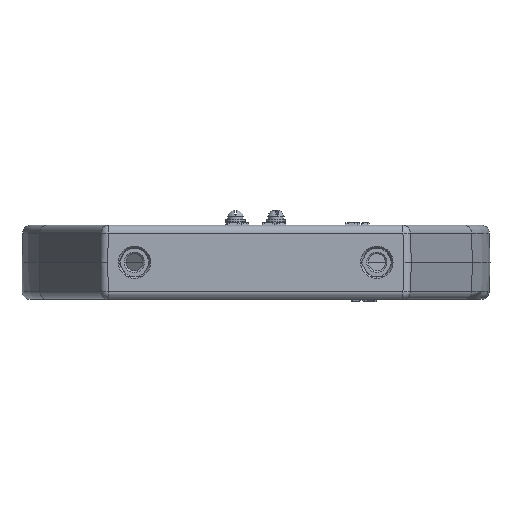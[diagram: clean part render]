
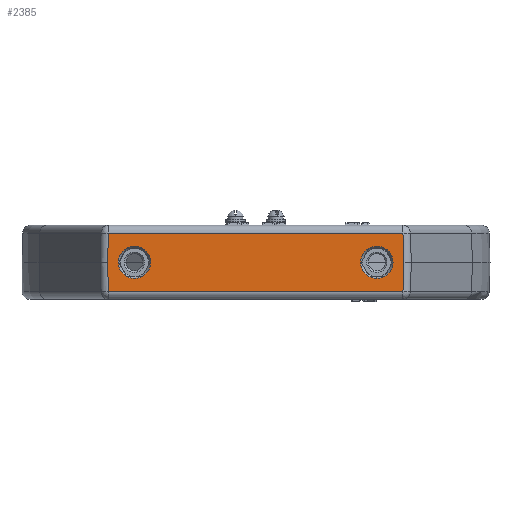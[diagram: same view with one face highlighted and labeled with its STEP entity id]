
A CAD part, front view. The second image highlights one B-rep face of the part: STEP entity #2385.
In plain terms, the highlighted planar face has unit normal (0, -1, 0).
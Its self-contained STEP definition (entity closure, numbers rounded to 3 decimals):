
#5 = VERTEX_POINT ( 'NONE', #6964 ) ;
#6 = VERTEX_POINT ( 'NONE', #6965 ) ;
#9 = VERTEX_POINT ( 'NONE', #6968 ) ;
#21 = VERTEX_POINT ( 'NONE', #6980 ) ;
#96 = VERTEX_POINT ( 'NONE', #7055 ) ;
#97 = VERTEX_POINT ( 'NONE', #7056 ) ;
#1246 = EDGE_CURVE ( 'NONE', #21, #6, #9660, .T. ) ;
#1253 = EDGE_CURVE ( 'NONE', #5, #21, #9680, .T. ) ;
#1264 = EDGE_CURVE ( 'NONE', #6, #9, #9690, .T. ) ;
#1266 = EDGE_CURVE ( 'NONE', #97, #96, #9698, .T. ) ;
#1267 = EDGE_CURVE ( 'NONE', #9, #97, #9700, .T. ) ;
#1272 = EDGE_CURVE ( 'NONE', #6933, #6928, #9706, .T. ) ;
#2199 = ORIENTED_EDGE ( 'NONE', *, *, #33081, .T. ) ;
#2200 = ORIENTED_EDGE ( 'NONE', *, *, #1272, .T. ) ;
#2201 = ORIENTED_EDGE ( 'NONE', *, *, #1264, .T. ) ;
#2202 = ORIENTED_EDGE ( 'NONE', *, *, #1267, .T. ) ;
#2203 = ORIENTED_EDGE ( 'NONE', *, *, #1266, .T. ) ;
#2204 = ORIENTED_EDGE ( 'NONE', *, *, #32939, .T. ) ;
#2205 = ORIENTED_EDGE ( 'NONE', *, *, #1253, .T. ) ;
#2206 = ORIENTED_EDGE ( 'NONE', *, *, #1246, .T. ) ;
#2207 = ORIENTED_EDGE ( 'NONE', *, *, #33126, .T. ) ;
#2208 = ORIENTED_EDGE ( 'NONE', *, *, #33209, .T. ) ;
#2385 = ADVANCED_FACE ( 'NONE', ( #13021, #13029, #13031 ), #14928, .F. ) ;
#3580 = EDGE_LOOP ( 'NONE', ( #2207, #2208 ) ) ;
#3583 = EDGE_LOOP ( 'NONE', ( #2201, #2202, #2203, #2204, #2205, #2206 ) ) ;
#3605 = EDGE_LOOP ( 'NONE', ( #2199, #2200 ) ) ;
#6782 = VERTEX_POINT ( 'NONE', #27343 ) ;
#6783 = VERTEX_POINT ( 'NONE', #27344 ) ;
#6928 = VERTEX_POINT ( 'NONE', #27489 ) ;
#6933 = VERTEX_POINT ( 'NONE', #27494 ) ;
#6964 = CARTESIAN_POINT ( 'NONE',  ( 91.141, -150., 18. ) ) ;
#6965 = CARTESIAN_POINT ( 'NONE',  ( -91.651, -150., 0. ) ) ;
#6968 = CARTESIAN_POINT ( 'NONE',  ( -91.141, -150., -18. ) ) ;
#6980 = CARTESIAN_POINT ( 'NONE',  ( -91.141, -150., 18. ) ) ;
#7055 = CARTESIAN_POINT ( 'NONE',  ( 91.651, -150., 0. ) ) ;
#7056 = CARTESIAN_POINT ( 'NONE',  ( 91.141, -150., -18. ) ) ;
#8036 = AXIS2_PLACEMENT_3D ( 'NONE', #11181, #11184, #11185 ) ;
#8097 = AXIS2_PLACEMENT_3D ( 'NONE', #14927, #14929, #14930 ) ;
#8481 = AXIS2_PLACEMENT_3D ( 'NONE', #31832, #31841, #31842 ) ;
#8510 = AXIS2_PLACEMENT_3D ( 'NONE', #32393, #32399, #32400 ) ;
#8532 = AXIS2_PLACEMENT_3D ( 'NONE', #32624, #32634, #32635 ) ;
#9660 = LINE ( 'NONE', #11100, #9668 ) ;
#9668 = VECTOR ( 'NONE', #11101, 1000. ) ;
#9675 = VECTOR ( 'NONE', #11118, 1000. ) ;
#9680 = LINE ( 'NONE', #11107, #9675 ) ;
#9684 = VECTOR ( 'NONE', #11153, 1000. ) ;
#9690 = LINE ( 'NONE', #11147, #9693 ) ;
#9693 = VECTOR ( 'NONE', #11148, 1000. ) ;
#9698 = LINE ( 'NONE', #11144, #9684 ) ;
#9700 = LINE ( 'NONE', #11154, #9701 ) ;
#9701 = VECTOR ( 'NONE', #11155, 1000. ) ;
#9706 = CIRCLE ( 'NONE', #8036, 10. ) ;
#11100 = CARTESIAN_POINT ( 'NONE',  ( -90.851, -150., 28.264 ) ) ;
#11101 = DIRECTION ( 'NONE',  ( -0.028, 0., -1. ) ) ;
#11107 = CARTESIAN_POINT ( 'NONE',  ( -94.349, -150., 18. ) ) ;
#11118 = DIRECTION ( 'NONE',  ( -1., 0., 0. ) ) ;
#11144 = CARTESIAN_POINT ( 'NONE',  ( 92.305, -150., 23.076 ) ) ;
#11147 = CARTESIAN_POINT ( 'NONE',  ( -92.153, -150., 17.699 ) ) ;
#11148 = DIRECTION ( 'NONE',  ( 0.028, 0., -1. ) ) ;
#11153 = DIRECTION ( 'NONE',  ( 0.028, 0., 1. ) ) ;
#11154 = CARTESIAN_POINT ( 'NONE',  ( 94.349, -150., -18. ) ) ;
#11155 = DIRECTION ( 'NONE',  ( 1., 0., 0. ) ) ;
#11181 = CARTESIAN_POINT ( 'NONE',  ( -75., -150., 0. ) ) ;
#11184 = DIRECTION ( 'NONE',  ( 0., 1., 0. ) ) ;
#11185 = DIRECTION ( 'NONE',  ( -1., 0., 0. ) ) ;
#13021 = FACE_BOUND ( 'NONE', #3605, .T. ) ;
#13029 = FACE_OUTER_BOUND ( 'NONE', #3583, .T. ) ;
#13031 = FACE_BOUND ( 'NONE', #3580, .T. ) ;
#14927 = CARTESIAN_POINT ( 'NONE',  ( 95., -150., 23. ) ) ;
#14928 = PLANE ( 'NONE',  #8097 ) ;
#14929 = DIRECTION ( 'NONE',  ( 0., 1., 0. ) ) ;
#14930 = DIRECTION ( 'NONE',  ( 0., 0., 1. ) ) ;
#22766 = VECTOR ( 'NONE', #31480, 1000. ) ;
#22770 = LINE ( 'NONE', #31479, #22766 ) ;
#27343 = CARTESIAN_POINT ( 'NONE',  ( 75., -150., 10. ) ) ;
#27344 = CARTESIAN_POINT ( 'NONE',  ( 75., -150., -10. ) ) ;
#27489 = CARTESIAN_POINT ( 'NONE',  ( -65., -150., 0. ) ) ;
#27494 = CARTESIAN_POINT ( 'NONE',  ( -85., -150., 0. ) ) ;
#31479 = CARTESIAN_POINT ( 'NONE',  ( 91.003, -150., 22.887 ) ) ;
#31480 = DIRECTION ( 'NONE',  ( -0.028, 0., 1. ) ) ;
#31832 = CARTESIAN_POINT ( 'NONE',  ( -75., -150., 0. ) ) ;
#31841 = DIRECTION ( 'NONE',  ( 0., 1., 0. ) ) ;
#31842 = DIRECTION ( 'NONE',  ( -1., 0., 0. ) ) ;
#32034 = CIRCLE ( 'NONE', #8481, 10. ) ;
#32086 = CIRCLE ( 'NONE', #8510, 10. ) ;
#32206 = CIRCLE ( 'NONE', #8532, 10. ) ;
#32393 = CARTESIAN_POINT ( 'NONE',  ( 75., -150., 0. ) ) ;
#32399 = DIRECTION ( 'NONE',  ( 0., 1., 0. ) ) ;
#32400 = DIRECTION ( 'NONE',  ( 0., 0., 1. ) ) ;
#32624 = CARTESIAN_POINT ( 'NONE',  ( 75., -150., 0. ) ) ;
#32634 = DIRECTION ( 'NONE',  ( 0., 1., 0. ) ) ;
#32635 = DIRECTION ( 'NONE',  ( 0., 0., 1. ) ) ;
#32939 = EDGE_CURVE ( 'NONE', #96, #5, #22770, .T. ) ;
#33081 = EDGE_CURVE ( 'NONE', #6928, #6933, #32034, .T. ) ;
#33126 = EDGE_CURVE ( 'NONE', #6783, #6782, #32086, .T. ) ;
#33209 = EDGE_CURVE ( 'NONE', #6782, #6783, #32206, .T. ) ;
